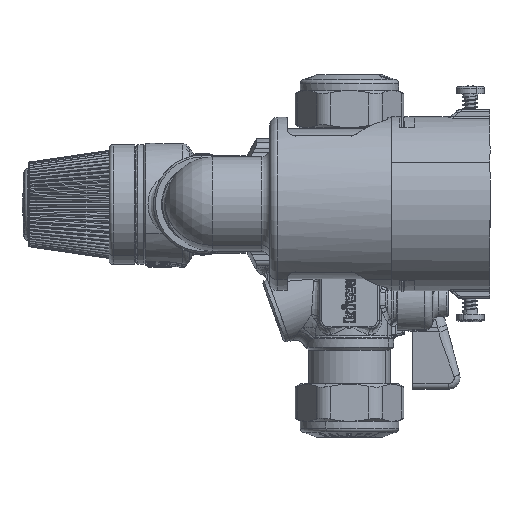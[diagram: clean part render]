
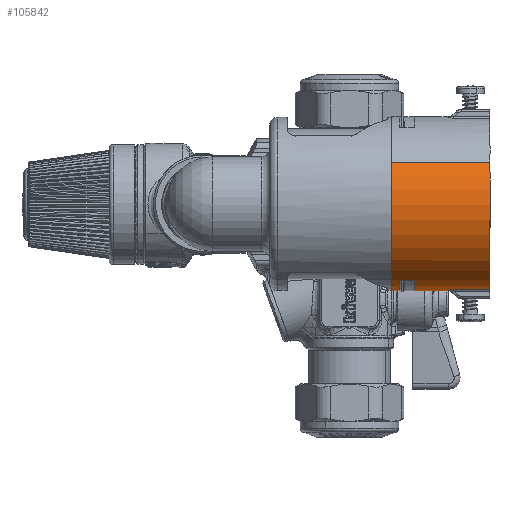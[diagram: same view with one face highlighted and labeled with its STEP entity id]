
A CAD part, top view. The second image highlights one B-rep face of the part: STEP entity #105842.
In plain terms, the highlighted cylindrical face has radius 22.1 mm (diameter 44.2 mm), a partial arc.
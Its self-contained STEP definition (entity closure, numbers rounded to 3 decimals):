
#105112=CARTESIAN_POINT('Control Point',(25.318,76.699,71.502)) ;
#105113=CARTESIAN_POINT('Control Point',(25.318,76.699,71.803)) ;
#105114=CARTESIAN_POINT('Control Point',(25.312,76.704,72.105)) ;
#105115=CARTESIAN_POINT('Control Point',(25.299,76.714,72.406)) ;
#105116=CARTESIAN_POINT('Control Point',(25.266,76.742,72.946)) ;
#105117=CARTESIAN_POINT('Control Point',(25.212,76.786,73.483)) ;
#105118=CARTESIAN_POINT('Control Point',(25.184,76.809,73.72)) ;
#105119=CARTESIAN_POINT('Control Point',(25.153,76.834,73.956)) ;
#105120=CARTESIAN_POINT('Control Point',(25.118,76.863,74.191)) ;
#105121=CARTESIAN_POINT('Vertex',(25.118,76.863,74.191)) ;
#105123=CARTESIAN_POINT('Vertex',(25.318,76.699,71.502)) ;
#105595=CARTESIAN_POINT('Control Point',(25.118,76.863,74.191)) ;
#105596=CARTESIAN_POINT('Control Point',(25.114,76.867,74.22)) ;
#105597=CARTESIAN_POINT('Control Point',(25.111,76.87,74.249)) ;
#105598=CARTESIAN_POINT('Control Point',(25.11,76.874,74.279)) ;
#105599=CARTESIAN_POINT('Control Point',(25.112,76.887,74.383)) ;
#105600=CARTESIAN_POINT('Control Point',(25.136,76.901,74.485)) ;
#105601=CARTESIAN_POINT('Control Point',(25.165,76.911,74.554)) ;
#105602=CARTESIAN_POINT('Control Point',(25.225,76.926,74.66)) ;
#105603=CARTESIAN_POINT('Control Point',(25.302,76.939,74.75)) ;
#105604=CARTESIAN_POINT('Control Point',(25.336,76.944,74.784)) ;
#105605=CARTESIAN_POINT('Control Point',(25.41,76.954,74.851)) ;
#105606=CARTESIAN_POINT('Control Point',(25.49,76.963,74.907)) ;
#105607=CARTESIAN_POINT('Control Point',(25.534,76.967,74.935)) ;
#105608=CARTESIAN_POINT('Control Point',(25.628,76.975,74.988)) ;
#105609=CARTESIAN_POINT('Control Point',(25.727,76.982,75.031)) ;
#105610=CARTESIAN_POINT('Control Point',(25.78,76.986,75.051)) ;
#105611=CARTESIAN_POINT('Control Point',(25.892,76.992,75.089)) ;
#105612=CARTESIAN_POINT('Control Point',(26.007,76.997,75.118)) ;
#105613=CARTESIAN_POINT('Control Point',(26.067,76.999,75.13)) ;
#105614=CARTESIAN_POINT('Control Point',(26.19,77.002,75.151)) ;
#105615=CARTESIAN_POINT('Control Point',(26.313,77.004,75.163)) ;
#105616=CARTESIAN_POINT('Control Point',(26.376,77.005,75.167)) ;
#105617=CARTESIAN_POINT('Control Point',(26.438,77.005,75.169)) ;
#105618=CARTESIAN_POINT('Control Point',(26.5,77.005,75.169)) ;
#105619=CARTESIAN_POINT('Vertex',(26.5,77.005,75.169)) ;
#105703=CARTESIAN_POINT('Vertex',(35.7,77.005,75.169)) ;
#105706=CARTESIAN_POINT('Line Origine',(23.2,77.005,75.169)) ;
#105718=CARTESIAN_POINT('Axis2P3D Location',(23.2,98.799,71.502)) ;
#105729=CARTESIAN_POINT('Vertex',(10.7,76.699,71.502)) ;
#105744=CARTESIAN_POINT('Line Origine',(23.2,76.699,71.502)) ;
#105748=CARTESIAN_POINT('Vertex',(16.5,76.699,71.502)) ;
#105769=CARTESIAN_POINT('Vertex',(12.7,76.699,71.502)) ;
#105772=CARTESIAN_POINT('Line Origine',(23.2,76.699,71.502)) ;
#105791=CARTESIAN_POINT('Axis2P3D Location',(35.7,98.799,71.502)) ;
#105795=CARTESIAN_POINT('Vertex',(35.7,109.394,90.896)) ;
#105798=CARTESIAN_POINT('Line Origine',(23.2,109.394,90.896)) ;
#105802=CARTESIAN_POINT('Vertex',(10.7,109.394,90.896)) ;
#105805=CARTESIAN_POINT('Axis2P3D Location',(10.7,98.799,71.502)) ;
#105810=CARTESIAN_POINT('Axis2P3D Location',(12.7,98.799,71.502)) ;
#105814=CARTESIAN_POINT('Vertex',(12.7,79.434,82.152)) ;
#105817=CARTESIAN_POINT('Line Origine',(23.2,79.434,82.152)) ;
#105821=CARTESIAN_POINT('Vertex',(16.5,79.434,82.152)) ;
#105824=CARTESIAN_POINT('Axis2P3D Location',(16.5,98.799,71.502)) ;
#105708=VECTOR('Line Direction',#105707,1.) ;
#105746=VECTOR('Line Direction',#105745,1.) ;
#105774=VECTOR('Line Direction',#105773,1.) ;
#105800=VECTOR('Line Direction',#105799,1.) ;
#105819=VECTOR('Line Direction',#105818,1.) ;
#105707=DIRECTION('Vector Direction',(1.,0.,0.)) ;
#105719=DIRECTION('Axis2P3D Direction',(-1.,0.,0.)) ;
#105720=DIRECTION('Axis2P3D XDirection',(0.,0.479,0.878)) ;
#105745=DIRECTION('Vector Direction',(-1.,0.,0.)) ;
#105773=DIRECTION('Vector Direction',(-1.,0.,0.)) ;
#105792=DIRECTION('Axis2P3D Direction',(-1.,0.,0.)) ;
#105799=DIRECTION('Vector Direction',(-1.,0.,0.)) ;
#105806=DIRECTION('Axis2P3D Direction',(-1.,0.,0.)) ;
#105811=DIRECTION('Axis2P3D Direction',(-1.,0.,0.)) ;
#105818=DIRECTION('Vector Direction',(-1.,0.,0.)) ;
#105825=DIRECTION('Axis2P3D Direction',(-1.,0.,0.)) ;
#105721=AXIS2_PLACEMENT_3D('Cylinder Axis2P3D',#105718,#105719,#105720) ;
#105793=AXIS2_PLACEMENT_3D('Circle Axis2P3D',#105791,#105792,$) ;
#105807=AXIS2_PLACEMENT_3D('Circle Axis2P3D',#105805,#105806,$) ;
#105812=AXIS2_PLACEMENT_3D('Circle Axis2P3D',#105810,#105811,$) ;
#105826=AXIS2_PLACEMENT_3D('Circle Axis2P3D',#105824,#105825,$) ;
#105709=LINE('Line',#105706,#105708) ;
#105747=LINE('Line',#105744,#105746) ;
#105775=LINE('Line',#105772,#105774) ;
#105801=LINE('Line',#105798,#105800) ;
#105820=LINE('Line',#105817,#105819) ;
#105794=CIRCLE('generated circle',#105793,22.1) ;
#105808=CIRCLE('generated circle',#105807,22.1) ;
#105813=CIRCLE('generated circle',#105812,22.1) ;
#105827=CIRCLE('generated circle',#105826,22.1) ;
#105722=CYLINDRICAL_SURFACE('generated cylinder',#105721,22.1) ;
#105125=EDGE_CURVE('',#105122,#105124,#105111,.F.) ;
#105621=EDGE_CURVE('',#105620,#105122,#105594,.F.) ;
#105710=EDGE_CURVE('',#105704,#105620,#105709,.F.) ;
#105750=EDGE_CURVE('',#105749,#105124,#105747,.F.) ;
#105776=EDGE_CURVE('',#105730,#105770,#105775,.F.) ;
#105797=EDGE_CURVE('',#105704,#105796,#105794,.T.) ;
#105804=EDGE_CURVE('',#105796,#105803,#105801,.T.) ;
#105809=EDGE_CURVE('',#105730,#105803,#105808,.T.) ;
#105816=EDGE_CURVE('',#105770,#105815,#105813,.T.) ;
#105823=EDGE_CURVE('',#105822,#105815,#105820,.T.) ;
#105828=EDGE_CURVE('',#105822,#105749,#105827,.F.) ;
#105830=ORIENTED_EDGE('',*,*,#105125,.F.) ;
#105831=ORIENTED_EDGE('',*,*,#105621,.F.) ;
#105832=ORIENTED_EDGE('',*,*,#105710,.F.) ;
#105833=ORIENTED_EDGE('',*,*,#105797,.T.) ;
#105834=ORIENTED_EDGE('',*,*,#105804,.T.) ;
#105835=ORIENTED_EDGE('',*,*,#105809,.F.) ;
#105836=ORIENTED_EDGE('',*,*,#105776,.T.) ;
#105837=ORIENTED_EDGE('',*,*,#105816,.T.) ;
#105838=ORIENTED_EDGE('',*,*,#105823,.F.) ;
#105839=ORIENTED_EDGE('',*,*,#105828,.T.) ;
#105840=ORIENTED_EDGE('',*,*,#105750,.T.) ;
#105829=EDGE_LOOP('',(#105830,#105831,#105832,#105833,#105834,#105835,#105836,#105837,#105838,#105839,#105840)) ;
#105122=VERTEX_POINT('',#105121) ;
#105124=VERTEX_POINT('',#105123) ;
#105620=VERTEX_POINT('',#105619) ;
#105704=VERTEX_POINT('',#105703) ;
#105730=VERTEX_POINT('',#105729) ;
#105749=VERTEX_POINT('',#105748) ;
#105770=VERTEX_POINT('',#105769) ;
#105796=VERTEX_POINT('',#105795) ;
#105803=VERTEX_POINT('',#105802) ;
#105815=VERTEX_POINT('',#105814) ;
#105822=VERTEX_POINT('',#105821) ;
#105842=ADVANCED_FACE('PartBody',(#105841),#105722,.T.) ;
#105111=B_SPLINE_CURVE_WITH_KNOTS('',5,(#105112,#105113,#105114,#105115,#105116,#105117,#105118,#105119,#105120),.UNSPECIFIED.,.F.,.U.,(6,3,6),(50.95,53.107,54.82),.UNSPECIFIED.) ;
#105594=B_SPLINE_CURVE_WITH_KNOTS('',5,(#105595,#105596,#105597,#105598,#105599,#105600,#105601,#105602,#105603,#105604,#105605,#105606,#105607,#105608,#105609,#105610,#105611,#105612,#105613,#105614,#105615,#105616,#105617,#105618),.UNSPECIFIED.,.F.,.U.,(6,3,3,3,3,3,3,6),(4.067,4.235,4.655,4.938,5.255,5.613,6.009,6.414),.UNSPECIFIED.) ;
#105841=FACE_OUTER_BOUND('',#105829,.T.) ;
